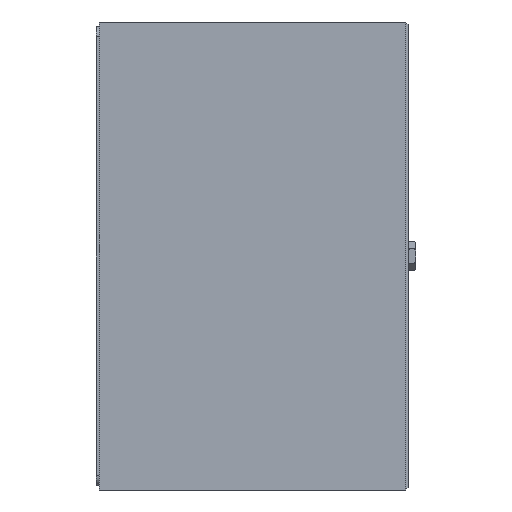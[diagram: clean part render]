
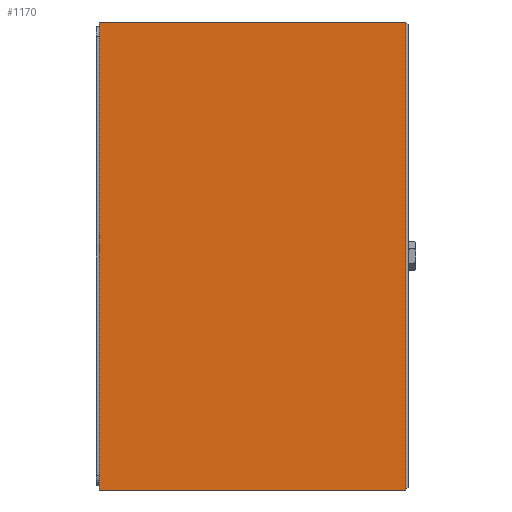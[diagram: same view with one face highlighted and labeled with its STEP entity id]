
A CAD part, left-side view. The second image highlights one B-rep face of the part: STEP entity #1170.
In plain terms, the highlighted planar face has unit normal (-1, 0, 0).
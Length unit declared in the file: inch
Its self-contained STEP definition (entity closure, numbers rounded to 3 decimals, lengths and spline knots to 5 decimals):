
#16 = FACE_OUTER_BOUND ( 'NONE', #1544, .T. ) ;
#17 = VERTEX_POINT ( 'NONE', #713 ) ;
#74 = VECTOR ( 'NONE', #1017, 39.37008 ) ;
#79 = EDGE_CURVE ( 'NONE', #575, #857, #905, .T. ) ;
#96 = CARTESIAN_POINT ( 'NONE',  ( -5.90551, 3.89764, -2.95276 ) ) ;
#152 = LINE ( 'NONE', #1292, #1508 ) ;
#158 = CARTESIAN_POINT ( 'NONE',  ( -5.90551, 3.89764, 2.95276 ) ) ;
#359 = EDGE_CURVE ( 'NONE', #17, #857, #152, .T. ) ;
#374 = VERTEX_POINT ( 'NONE', #1570 ) ;
#376 = AXIS2_PLACEMENT_3D ( 'NONE', #743, #1675, #885 ) ;
#508 = VECTOR ( 'NONE', #740, 39.37008 ) ;
#575 = VERTEX_POINT ( 'NONE', #1401 ) ;
#704 = LINE ( 'NONE', #96, #74 ) ;
#713 = CARTESIAN_POINT ( 'NONE',  ( -5.90551, 3.89764, 2.95276 ) ) ;
#740 = DIRECTION ( 'NONE',  ( 0., 0., 1. ) ) ;
#743 = CARTESIAN_POINT ( 'NONE',  ( -5.90551, 3.89764, 2.95276 ) ) ;
#747 = EDGE_CURVE ( 'NONE', #374, #575, #704, .T. ) ;
#822 = ORIENTED_EDGE ( 'NONE', *, *, #1372, .F. ) ;
#837 = VECTOR ( 'NONE', #1477, 39.37008 ) ;
#857 = VERTEX_POINT ( 'NONE', #918 ) ;
#881 = CARTESIAN_POINT ( 'NONE',  ( -5.90551, 0.03, 2.95276 ) ) ;
#885 = DIRECTION ( 'NONE',  ( 0., 0., -1. ) ) ;
#905 = LINE ( 'NONE', #881, #508 ) ;
#918 = CARTESIAN_POINT ( 'NONE',  ( -5.90551, 0.03, 2.95276 ) ) ;
#969 = ORIENTED_EDGE ( 'NONE', *, *, #747, .T. ) ;
#1017 = DIRECTION ( 'NONE',  ( 0., -1., 0. ) ) ;
#1061 = ORIENTED_EDGE ( 'NONE', *, *, #359, .F. ) ;
#1170 = ADVANCED_FACE ( 'NONE', ( #16 ), #1670, .F. ) ;
#1292 = CARTESIAN_POINT ( 'NONE',  ( -5.90551, 3.89764, 2.95276 ) ) ;
#1305 = ORIENTED_EDGE ( 'NONE', *, *, #79, .T. ) ;
#1372 = EDGE_CURVE ( 'NONE', #374, #17, #1586, .T. ) ;
#1401 = CARTESIAN_POINT ( 'NONE',  ( -5.90551, 0.03, -2.95276 ) ) ;
#1422 = DIRECTION ( 'NONE',  ( 0., -1., 0. ) ) ;
#1477 = DIRECTION ( 'NONE',  ( 0., 0., 1. ) ) ;
#1508 = VECTOR ( 'NONE', #1422, 39.37008 ) ;
#1544 = EDGE_LOOP ( 'NONE', ( #969, #1305, #1061, #822 ) ) ;
#1570 = CARTESIAN_POINT ( 'NONE',  ( -5.90551, 3.89764, -2.95276 ) ) ;
#1586 = LINE ( 'NONE', #158, #837 ) ;
#1670 = PLANE ( 'NONE',  #376 ) ;
#1675 = DIRECTION ( 'NONE',  ( 1., 0., 0. ) ) ;
